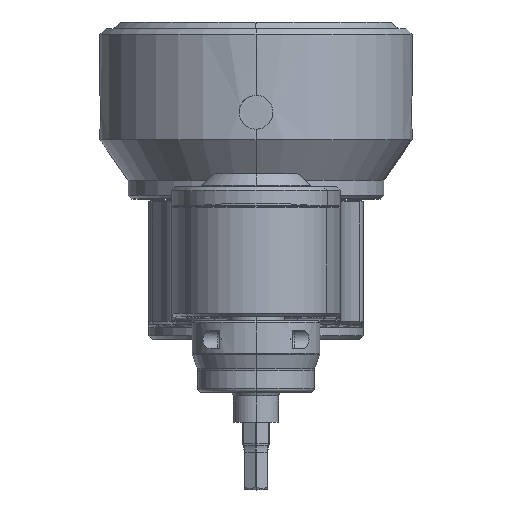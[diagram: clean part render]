
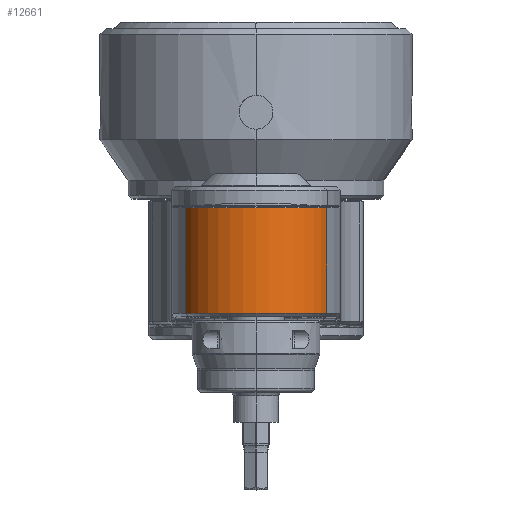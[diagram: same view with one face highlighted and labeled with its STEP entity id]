
A CAD part, top view. The second image highlights one B-rep face of the part: STEP entity #12661.
In plain terms, the highlighted cylindrical face has radius 10 mm (diameter 20 mm), a partial arc.
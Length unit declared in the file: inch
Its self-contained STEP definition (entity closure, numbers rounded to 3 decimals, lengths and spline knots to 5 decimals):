
#1509=DIRECTION('',(0.,-1.,0.));
#1510=VECTOR('',#1509,0.55118);
#1511=CARTESIAN_POINT('',(-0.37008,0.27559,
0.13629));
#1512=LINE('',#1511,#1510);
#1527=CARTESIAN_POINT('',(0.,-0.27559,0.00197));
#1528=DIRECTION('',(0.,1.,0.));
#1529=DIRECTION('',(-0.94,0.,0.341));
#1530=AXIS2_PLACEMENT_3D('',#1527,#1528,#1529);
#1532=CARTESIAN_POINT('',(0.,0.27559,0.00197));
#1533=DIRECTION('',(0.,-1.,0.));
#1534=DIRECTION('',(0.94,0.,0.341));
#1535=AXIS2_PLACEMENT_3D('',#1532,#1533,#1534);
#1546=DIRECTION('',(0.,1.,0.));
#1547=VECTOR('',#1546,0.55118);
#1548=CARTESIAN_POINT('',(0.37008,-0.27559,
0.13629));
#1549=LINE('',#1548,#1547);
#9567=CARTESIAN_POINT('',(0.37008,0.27559,
0.13629));
#9568=CARTESIAN_POINT('',(-0.37008,0.27559,
0.13629));
#9569=VERTEX_POINT('',#9567);
#9570=VERTEX_POINT('',#9568);
#9764=CARTESIAN_POINT('',(-0.37008,-0.27559,
0.13629));
#9765=CARTESIAN_POINT('',(0.37008,-0.27559,
0.13629));
#9766=VERTEX_POINT('',#9764);
#9767=VERTEX_POINT('',#9765);
#12647=CARTESIAN_POINT('',(0.,-0.01575,0.00197));
#12648=DIRECTION('',(0.,-1.,0.));
#12649=DIRECTION('',(0.,0.,-1.));
#12650=AXIS2_PLACEMENT_3D('',#12647,#12648,#12649);
#12651=CYLINDRICAL_SURFACE('',#12650,0.3937);
#12653=ORIENTED_EDGE('',*,*,#12652,.F.);
#12655=ORIENTED_EDGE('',*,*,#12654,.F.);
#12656=ORIENTED_EDGE('',*,*,#12637,.F.);
#12658=ORIENTED_EDGE('',*,*,#12657,.F.);
#12659=EDGE_LOOP('',(#12653,#12655,#12656,#12658));
#12660=FACE_OUTER_BOUND('',#12659,.F.);
#12661=ADVANCED_FACE('',(#12660),#12651,.T.);
#1531=CIRCLE('',#1530,0.3937);
#1536=CIRCLE('',#1535,0.3937);
#12637=EDGE_CURVE('',#9570,#9766,#1512,.T.);
#12652=EDGE_CURVE('',#9767,#9569,#1549,.T.);
#12654=EDGE_CURVE('',#9766,#9767,#1531,.T.);
#12657=EDGE_CURVE('',#9569,#9570,#1536,.T.);
